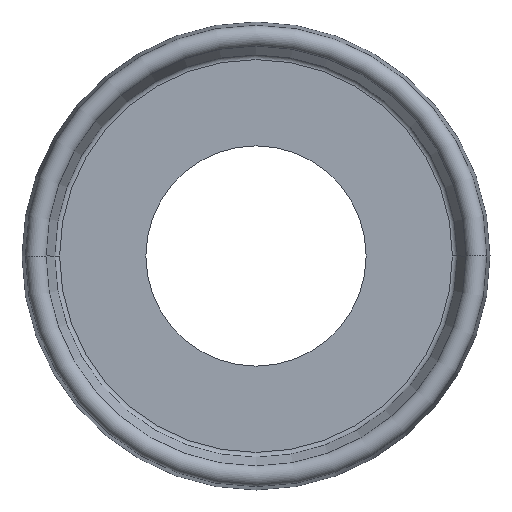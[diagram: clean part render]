
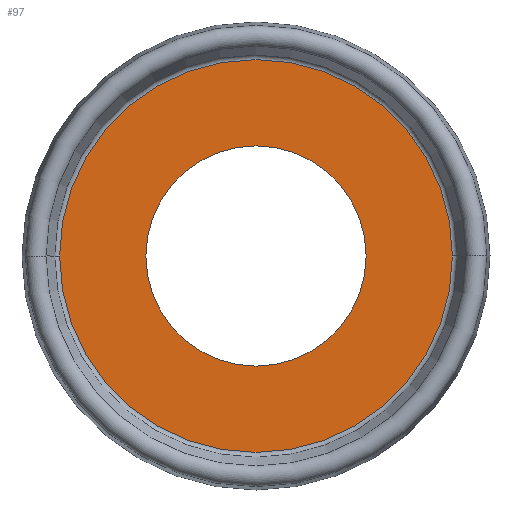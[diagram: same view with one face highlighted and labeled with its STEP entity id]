
A CAD part, left-side view. The second image highlights one B-rep face of the part: STEP entity #97.
In plain terms, the highlighted planar face has unit normal (-1, 0, 0).
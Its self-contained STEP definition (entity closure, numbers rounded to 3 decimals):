
#20 = CARTESIAN_POINT ( 'NONE',  ( -0.9, -9.097, 0. ) ) ;
#21 = CARTESIAN_POINT ( 'NONE',  ( -0.9, 9.097, 0. ) ) ;
#30 = VERTEX_POINT ( 'NONE', #443 ) ;
#75 = AXIS2_PLACEMENT_3D ( 'NONE', #252, #242, #419 ) ;
#78 = VERTEX_POINT ( 'NONE', #306 ) ;
#84 = AXIS2_PLACEMENT_3D ( 'NONE', #322, #373, #324 ) ;
#97 = ADVANCED_FACE ( 'NONE', ( #459, #319 ), #541, .T. ) ;
#100 = EDGE_CURVE ( 'NONE', #78, #30, #401, .T. ) ;
#112 = CARTESIAN_POINT ( 'NONE',  ( -0.9, 5.1, 0. ) ) ;
#118 = EDGE_CURVE ( 'NONE', #544, #139, #329, .T. ) ;
#139 = VERTEX_POINT ( 'NONE', #20 ) ;
#162 = CIRCLE ( 'NONE', #75, 9.097 ) ;
#175 = EDGE_CURVE ( 'NONE', #139, #544, #162, .T. ) ;
#188 = EDGE_CURVE ( 'NONE', #30, #78, #364, .T. ) ;
#198 = CARTESIAN_POINT ( 'NONE',  ( -0.9, 0., 0. ) ) ;
#206 = DIRECTION ( 'NONE',  ( 0., -1., 0. ) ) ;
#211 = CARTESIAN_POINT ( 'NONE',  ( -0.9, 0., 0. ) ) ;
#242 = DIRECTION ( 'NONE',  ( 1., 0., 0. ) ) ;
#246 = ORIENTED_EDGE ( 'NONE', *, *, #188, .T. ) ;
#249 = DIRECTION ( 'NONE',  ( -1., 0., 0. ) ) ;
#252 = CARTESIAN_POINT ( 'NONE',  ( -0.9, 0., 0. ) ) ;
#281 = DIRECTION ( 'NONE',  ( 1., 0., 0. ) ) ;
#303 = AXIS2_PLACEMENT_3D ( 'NONE', #198, #281, #552 ) ;
#306 = CARTESIAN_POINT ( 'NONE',  ( -0.9, 5.1, 0. ) ) ;
#319 = FACE_OUTER_BOUND ( 'NONE', #435, .T. ) ;
#322 = CARTESIAN_POINT ( 'NONE',  ( -0.9, 0., 0. ) ) ;
#324 = DIRECTION ( 'NONE',  ( 0., 1., 0. ) ) ;
#329 = CIRCLE ( 'NONE', #84, 9.097 ) ;
#364 = CIRCLE ( 'NONE', #475, 5.1 ) ;
#373 = DIRECTION ( 'NONE',  ( 1., 0., 0. ) ) ;
#401 = CIRCLE ( 'NONE', #303, 5.1 ) ;
#419 = DIRECTION ( 'NONE',  ( 0., 1., 0. ) ) ;
#435 = EDGE_LOOP ( 'NONE', ( #551, #558 ) ) ;
#440 = ORIENTED_EDGE ( 'NONE', *, *, #100, .T. ) ;
#443 = CARTESIAN_POINT ( 'NONE',  ( -0.9, -5.1, 0. ) ) ;
#459 = FACE_BOUND ( 'NONE', #567, .T. ) ;
#475 = AXIS2_PLACEMENT_3D ( 'NONE', #211, #546, #540 ) ;
#532 = AXIS2_PLACEMENT_3D ( 'NONE', #112, #249, #206 ) ;
#540 = DIRECTION ( 'NONE',  ( 0., 1., 0. ) ) ;
#541 = PLANE ( 'NONE',  #532 ) ;
#544 = VERTEX_POINT ( 'NONE', #21 ) ;
#546 = DIRECTION ( 'NONE',  ( 1., 0., 0. ) ) ;
#551 = ORIENTED_EDGE ( 'NONE', *, *, #118, .F. ) ;
#552 = DIRECTION ( 'NONE',  ( 0., 1., 0. ) ) ;
#558 = ORIENTED_EDGE ( 'NONE', *, *, #175, .F. ) ;
#567 = EDGE_LOOP ( 'NONE', ( #440, #246 ) ) ;
